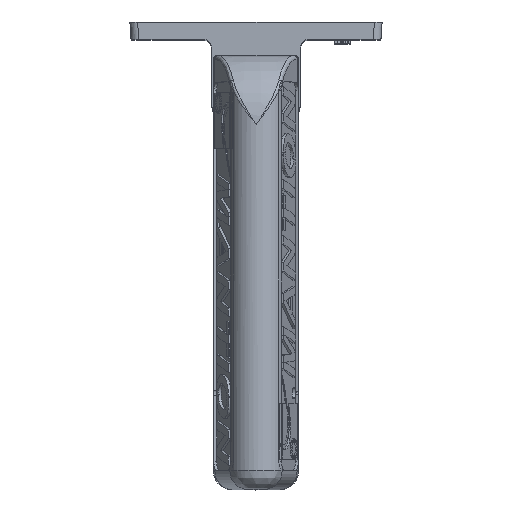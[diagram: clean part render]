
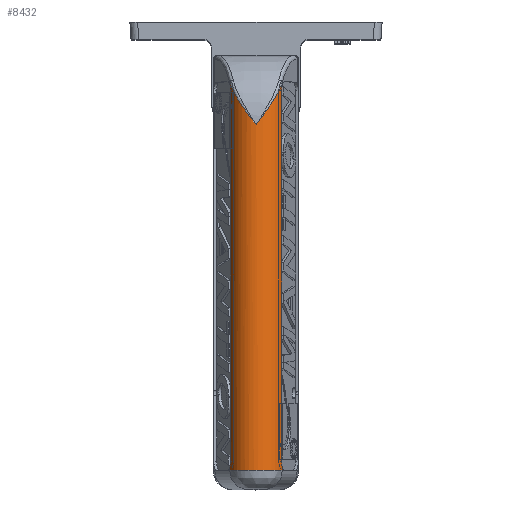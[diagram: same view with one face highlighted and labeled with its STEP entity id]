
A CAD part, top view. The second image highlights one B-rep face of the part: STEP entity #8432.
In plain terms, the highlighted cylindrical face has radius 7 mm (diameter 14 mm), a partial arc.
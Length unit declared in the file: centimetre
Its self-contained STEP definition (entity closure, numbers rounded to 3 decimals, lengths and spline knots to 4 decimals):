
#949=FACE_OUTER_BOUND('',#1455,.T.);
#1455=EDGE_LOOP('',(#7825,#7826,#7827,#7828,#7829,#7830,#7831,#7832,#7833,
#7834,#7835,#7836,#7837));
#1669=CIRCLE('',#9176,0.7);
#1878=B_SPLINE_CURVE_WITH_KNOTS('',3,(#17212,#17213,#17214,#17215,#17216,
#17217),.UNSPECIFIED.,.F.,.F.,(4,2,4),(0.7136,0.8004,
0.8589),.UNSPECIFIED.);
#1879=B_SPLINE_CURVE_WITH_KNOTS('',3,(#17244,#17245,#17246,#17247,#17248,
#17249),.UNSPECIFIED.,.F.,.F.,(4,2,4),(0.5683,0.6269,
0.7136),.UNSPECIFIED.);
#1885=B_SPLINE_CURVE_WITH_KNOTS('',3,(#17717,#17718,#17719,#17720,#17721,
#17722),.UNSPECIFIED.,.F.,.F.,(4,2,4),(0.,0.0869,0.1606),
 .UNSPECIFIED.);
#1886=B_SPLINE_CURVE_WITH_KNOTS('',3,(#17740,#17741,#17742,#17743,#17744,
#17745),.UNSPECIFIED.,.F.,.F.,(4,2,4),(-0.1606,-0.0869,
0.),.UNSPECIFIED.);
#1892=B_SPLINE_CURVE_WITH_KNOTS('',3,(#18030,#18031,#18032,#18033,#18034,
#18035,#18036,#18037),.UNSPECIFIED.,.F.,.F.,(4,1,1,2,4),(0.,0.5368,
0.8051,1.3419,1.3438),.UNSPECIFIED.);
#1899=B_SPLINE_CURVE_WITH_KNOTS('',3,(#18214,#18215,#18216,#18217,#18218,
#18219,#18220,#18221),.UNSPECIFIED.,.F.,.F.,(4,2,1,1,4),(-0.0019,
0.,0.5368,0.8051,1.3419),.UNSPECIFIED.);
#2490=LINE('',#17263,#3253);
#2491=LINE('',#17266,#3254);
#2493=LINE('',#17275,#3256);
#2645=LINE('',#17712,#3408);
#2658=LINE('',#17759,#3421);
#2661=LINE('',#18226,#3424);
#3253=VECTOR('',#10651,1.);
#3254=VECTOR('',#10654,1.);
#3256=VECTOR('',#10658,1.);
#3408=VECTOR('',#11016,1.);
#3421=VECTOR('',#11061,1.);
#3424=VECTOR('',#11130,1.);
#4090=VERTEX_POINT('',#17210);
#4091=VERTEX_POINT('',#17211);
#4094=VERTEX_POINT('',#17242);
#4095=VERTEX_POINT('',#17243);
#4098=VERTEX_POINT('',#17265);
#4099=VERTEX_POINT('',#17269);
#4195=VERTEX_POINT('',#17710);
#4196=VERTEX_POINT('',#17711);
#4197=VERTEX_POINT('',#17716);
#4199=VERTEX_POINT('',#17739);
#4202=VERTEX_POINT('',#17758);
#4218=VERTEX_POINT('',#18029);
#4224=VERTEX_POINT('',#18225);
#5175=EDGE_CURVE('',#4090,#4091,#1878,.T.);
#5188=EDGE_CURVE('',#4094,#4095,#1879,.T.);
#5196=EDGE_CURVE('',#4095,#4090,#2490,.T.);
#5197=EDGE_CURVE('',#4094,#4098,#2491,.T.);
#5200=EDGE_CURVE('',#4099,#4091,#2493,.T.);
#5377=EDGE_CURVE('',#4195,#4196,#2645,.T.);
#5380=EDGE_CURVE('',#4196,#4197,#1885,.T.);
#5388=EDGE_CURVE('',#4199,#4195,#1886,.T.);
#5395=EDGE_CURVE('',#4199,#4202,#2658,.T.);
#5420=EDGE_CURVE('',#4202,#4218,#1892,.T.);
#5433=EDGE_CURVE('',#4218,#4099,#1899,.T.);
#5435=EDGE_CURVE('',#4224,#4197,#2661,.T.);
#5436=EDGE_CURVE('',#4098,#4224,#1669,.T.);
#7825=ORIENTED_EDGE('',*,*,#5175,.T.);
#7826=ORIENTED_EDGE('',*,*,#5200,.F.);
#7827=ORIENTED_EDGE('',*,*,#5433,.F.);
#7828=ORIENTED_EDGE('',*,*,#5420,.F.);
#7829=ORIENTED_EDGE('',*,*,#5395,.F.);
#7830=ORIENTED_EDGE('',*,*,#5388,.T.);
#7831=ORIENTED_EDGE('',*,*,#5377,.T.);
#7832=ORIENTED_EDGE('',*,*,#5380,.T.);
#7833=ORIENTED_EDGE('',*,*,#5435,.F.);
#7834=ORIENTED_EDGE('',*,*,#5436,.F.);
#7835=ORIENTED_EDGE('',*,*,#5197,.F.);
#7836=ORIENTED_EDGE('',*,*,#5188,.T.);
#7837=ORIENTED_EDGE('',*,*,#5196,.T.);
#7993=CYLINDRICAL_SURFACE('',#9175,0.7);
#8432=ADVANCED_FACE('',(#949),#7993,.T.);
#9175=AXIS2_PLACEMENT_3D('',#18224,#11128,#11129);
#9176=AXIS2_PLACEMENT_3D('',#18227,#11131,#11132);
#10651=DIRECTION('',(0.,0.,1.));
#10654=DIRECTION('',(0.,0.,-1.));
#10658=DIRECTION('',(0.,0.,-1.));
#11016=DIRECTION('',(0.,0.,-1.));
#11061=DIRECTION('',(0.,0.,1.));
#11128=DIRECTION('center_axis',(0.,0.,-1.));
#11129=DIRECTION('ref_axis',(0.964,0.267,0.));
#11130=DIRECTION('',(0.,0.,1.));
#11131=DIRECTION('center_axis',(0.,0.,-1.));
#11132=DIRECTION('ref_axis',(0.,1.,0.));
#17210=CARTESIAN_POINT('',(-0.6601,1.3329,0.2798));
#17211=CARTESIAN_POINT('',(-0.6747,1.2867,0.421));
#17212=CARTESIAN_POINT('Ctrl Pts',(-0.6601,1.3329,
0.2798));
#17213=CARTESIAN_POINT('Ctrl Pts',(-0.6601,1.3329,
0.3087));
#17214=CARTESIAN_POINT('Ctrl Pts',(-0.6621,1.3275,
0.3396));
#17215=CARTESIAN_POINT('Ctrl Pts',(-0.6682,1.3087,
0.3871));
#17216=CARTESIAN_POINT('Ctrl Pts',(-0.6714,1.2986,
0.4051));
#17217=CARTESIAN_POINT('Ctrl Pts',(-0.6747,1.2867,
0.421));
#17242=CARTESIAN_POINT('',(-0.6747,1.2867,-9.4015));
#17243=CARTESIAN_POINT('',(-0.6601,1.3329,-9.2602));
#17244=CARTESIAN_POINT('Ctrl Pts',(-0.6747,1.2867,
-9.4015));
#17245=CARTESIAN_POINT('Ctrl Pts',(-0.6713,1.2986,
-9.3855));
#17246=CARTESIAN_POINT('Ctrl Pts',(-0.6682,1.3088,
-9.3674));
#17247=CARTESIAN_POINT('Ctrl Pts',(-0.6621,1.3275,
-9.3199));
#17248=CARTESIAN_POINT('Ctrl Pts',(-0.6601,1.3329,
-9.2891));
#17249=CARTESIAN_POINT('Ctrl Pts',(-0.6601,1.3329,
-9.2602));
#17263=CARTESIAN_POINT('',(-0.6601,1.3329,0.));
#17265=CARTESIAN_POINT('',(-0.6747,1.2867,-9.5));
#17266=CARTESIAN_POINT('',(-0.6747,1.2867,0.));
#17269=CARTESIAN_POINT('',(-0.6747,1.2867,0.4965));
#17275=CARTESIAN_POINT('',(-0.6747,1.2867,0.));
#17710=CARTESIAN_POINT('',(0.6567,1.3424,0.2796));
#17711=CARTESIAN_POINT('',(0.6567,1.3424,-9.2604));
#17712=CARTESIAN_POINT('',(0.6567,1.3424,0.));
#17716=CARTESIAN_POINT('',(0.6747,1.2867,-9.4137));
#17717=CARTESIAN_POINT('Ctrl Pts',(0.6567,1.3424,-9.2604));
#17718=CARTESIAN_POINT('Ctrl Pts',(0.6567,1.3424,-9.2893));
#17719=CARTESIAN_POINT('Ctrl Pts',(0.6588,1.337,-9.3202));
#17720=CARTESIAN_POINT('Ctrl Pts',(0.6658,1.3163,-9.3727));
#17721=CARTESIAN_POINT('Ctrl Pts',(0.6702,1.3027,-9.395));
#17722=CARTESIAN_POINT('Ctrl Pts',(0.6747,1.2867,-9.4137));
#17739=CARTESIAN_POINT('',(0.6747,1.2867,0.4329));
#17740=CARTESIAN_POINT('Ctrl Pts',(0.6747,1.2867,0.4329));
#17741=CARTESIAN_POINT('Ctrl Pts',(0.6702,1.3027,0.4143));
#17742=CARTESIAN_POINT('Ctrl Pts',(0.6658,1.3163,0.392));
#17743=CARTESIAN_POINT('Ctrl Pts',(0.6588,1.337,0.3395));
#17744=CARTESIAN_POINT('Ctrl Pts',(0.6567,1.3424,0.3086));
#17745=CARTESIAN_POINT('Ctrl Pts',(0.6567,1.3424,0.2796));
#17758=CARTESIAN_POINT('',(0.6747,1.2867,0.4965));
#17759=CARTESIAN_POINT('',(0.6747,1.2867,0.));
#18029=CARTESIAN_POINT('',(0.,1.8,-0.6));
#18030=CARTESIAN_POINT('Ctrl Pts',(0.6747,1.2867,0.4965));
#18031=CARTESIAN_POINT('Ctrl Pts',(0.637,1.4227,0.3648));
#18032=CARTESIAN_POINT('Ctrl Pts',(0.5262,1.5885,0.1506));
#18033=CARTESIAN_POINT('Ctrl Pts',(0.2823,1.759,-0.22));
#18034=CARTESIAN_POINT('Ctrl Pts',(0.1133,1.7998,-0.4473));
#18035=CARTESIAN_POINT('Ctrl Pts',(0.0008,1.8,
-0.5989));
#18036=CARTESIAN_POINT('Ctrl Pts',(0.0004,1.8,-0.5995));
#18037=CARTESIAN_POINT('Ctrl Pts',(0.,1.8,-0.6));
#18214=CARTESIAN_POINT('Ctrl Pts',(0.,1.8,-0.6));
#18215=CARTESIAN_POINT('Ctrl Pts',(-0.0004,1.8,-0.5995));
#18216=CARTESIAN_POINT('Ctrl Pts',(-0.0008,1.8,
-0.5989));
#18217=CARTESIAN_POINT('Ctrl Pts',(-0.1133,1.7998,
-0.4473));
#18218=CARTESIAN_POINT('Ctrl Pts',(-0.2822,1.7591,
-0.2201));
#18219=CARTESIAN_POINT('Ctrl Pts',(-0.5263,1.5884,
0.1506));
#18220=CARTESIAN_POINT('Ctrl Pts',(-0.637,1.4227,0.3648));
#18221=CARTESIAN_POINT('Ctrl Pts',(-0.6747,1.2867,
0.4965));
#18224=CARTESIAN_POINT('Origin',(0.,1.1,0.));
#18225=CARTESIAN_POINT('',(0.6747,1.2867,-9.5));
#18226=CARTESIAN_POINT('',(0.6747,1.2867,0.));
#18227=CARTESIAN_POINT('Origin',(0.,1.1,-9.5));
